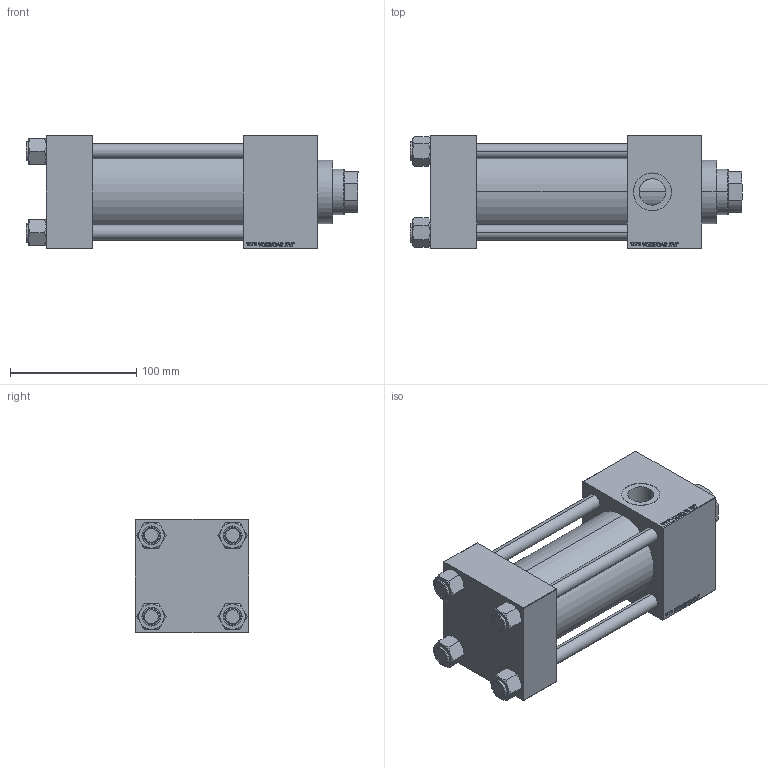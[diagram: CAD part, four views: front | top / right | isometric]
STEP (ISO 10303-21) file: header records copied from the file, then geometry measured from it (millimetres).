
FILE_DESCRIPTION (( 'STEP AP203' ), '1' );
FILE_NAME ('6e3f.STEP', '2023-03-15T08:56:53', ( '' ), ( '' ), 'SwSTEP 2.0', 'SolidWorks 2019', '' );
FILE_SCHEMA (( 'CONFIG_CONTROL_DESIGN' ));
Length unit declared in the file: millimetre
Products named in the file (6): NUT_M5_V215CD_C 43c1a8d844350ab0bba8603643cb4323; V215CD_VCP_C 43c1a8d844350ab0bba8603643cb4323; V215CD_VC_C 43c1a8d844350ab0bba8603643cb4323; V215CD_Body_C 43c1a8d844350ab0bba8603643cb4323; V215CD_C_TYCINKA 43c1a8d844350ab0bba8603643cb4323; 6e3f
Assembly tree (11 placements, depth 2):
  6e3f
    V215CD_Body_C 43c1a8d844350ab0bba8603643cb4323
    V215CD_VC_C 43c1a8d844350ab0bba8603643cb4323
    V215CD_VCP_C 43c1a8d844350ab0bba8603643cb4323
    V215CD_C_TYCINKA 43c1a8d844350ab0bba8603643cb4323  x4
    NUT_M5_V215CD_C 43c1a8d844350ab0bba8603643cb4323  x4
Bounding box: 263 x 90 x 90 mm (x, y, z)
Volume: 1093371.4 mm3; surface area: 224953.2 mm2
Topology: 11 solids, 11 shells, 1149 faces, 2876 edges, 1865 vertices
Faces by surface type: plane 526, bspline 392, cone 136, cylinder 87, torus 8
Entity records: 50232 total; most frequent: CARTESIAN_POINT 27115, ORIENTED_EDGE 5244, DIRECTION 3304, EDGE_CURVE 2622, VERTEX_POINT 1721, LINE 1592, VECTOR 1592, EDGE_LOOP 1157
